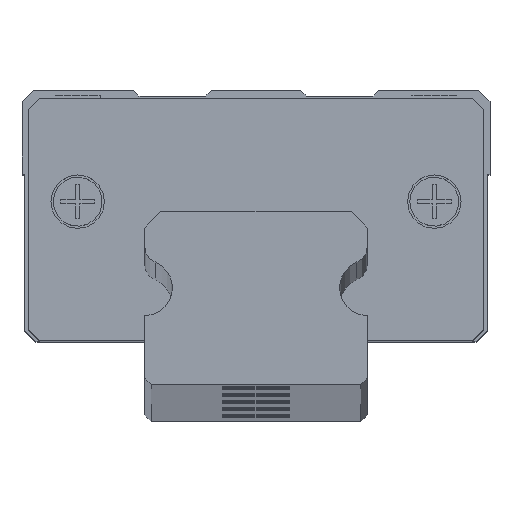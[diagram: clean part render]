
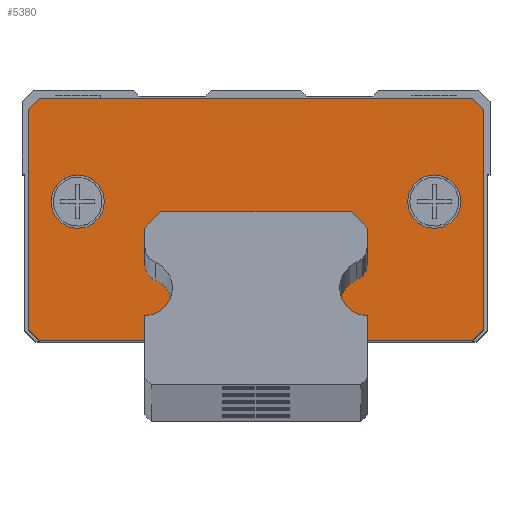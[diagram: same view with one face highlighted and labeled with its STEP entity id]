
A CAD part, top view. The second image highlights one B-rep face of the part: STEP entity #5380.
In plain terms, the highlighted face is planar.
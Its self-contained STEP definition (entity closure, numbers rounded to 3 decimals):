
#193=LINE('',#7602,#493);
#197=LINE('',#7610,#497);
#202=LINE('',#7628,#502);
#205=LINE('',#7634,#505);
#208=LINE('',#7640,#508);
#211=LINE('',#7646,#511);
#214=LINE('',#7652,#514);
#219=LINE('',#7670,#519);
#222=LINE('',#7676,#522);
#284=LINE('',#7809,#584);
#286=LINE('',#7813,#586);
#287=LINE('',#7815,#587);
#289=LINE('',#7819,#589);
#291=LINE('',#7823,#591);
#293=LINE('',#7827,#593);
#295=LINE('',#7831,#595);
#493=VECTOR('',#6217,1000.);
#497=VECTOR('',#6223,1000.);
#502=VECTOR('',#6242,1000.);
#505=VECTOR('',#6247,1000.);
#508=VECTOR('',#6252,1000.);
#511=VECTOR('',#6257,1000.);
#514=VECTOR('',#6262,1000.);
#519=VECTOR('',#6281,1000.);
#522=VECTOR('',#6286,1000.);
#584=VECTOR('',#6412,1000.);
#586=VECTOR('',#6416,1000.);
#587=VECTOR('',#6419,1000.);
#589=VECTOR('',#6423,1000.);
#591=VECTOR('',#6427,1000.);
#593=VECTOR('',#6431,1000.);
#595=VECTOR('',#6435,1000.);
#785=PLANE('',#5692);
#1238=ORIENTED_EDGE('',*,*,#2219,.T.);
#1239=ORIENTED_EDGE('',*,*,#2220,.T.);
#1240=ORIENTED_EDGE('',*,*,#2207,.F.);
#1241=ORIENTED_EDGE('',*,*,#2218,.F.);
#1242=ORIENTED_EDGE('',*,*,#2216,.F.);
#1243=ORIENTED_EDGE('',*,*,#2214,.F.);
#1244=ORIENTED_EDGE('',*,*,#2212,.F.);
#1245=ORIENTED_EDGE('',*,*,#2210,.F.);
#1246=ORIENTED_EDGE('',*,*,#2138,.F.);
#1247=ORIENTED_EDGE('',*,*,#2135,.F.);
#1248=ORIENTED_EDGE('',*,*,#2132,.F.);
#1249=ORIENTED_EDGE('',*,*,#2129,.T.);
#1250=ORIENTED_EDGE('',*,*,#2126,.F.);
#1251=ORIENTED_EDGE('',*,*,#2123,.F.);
#1252=ORIENTED_EDGE('',*,*,#2120,.F.);
#1253=ORIENTED_EDGE('',*,*,#2117,.F.);
#1254=ORIENTED_EDGE('',*,*,#2114,.F.);
#1255=ORIENTED_EDGE('',*,*,#2111,.T.);
#1256=ORIENTED_EDGE('',*,*,#2108,.F.);
#1257=ORIENTED_EDGE('',*,*,#2105,.F.);
#1258=ORIENTED_EDGE('',*,*,#2101,.F.);
#1259=ORIENTED_EDGE('',*,*,#2209,.F.);
#2101=EDGE_CURVE('',#2651,#2652,#193,.T.);
#2105=EDGE_CURVE('',#2652,#2655,#197,.T.);
#2108=EDGE_CURVE('',#2655,#2657,#3020,.T.);
#2111=EDGE_CURVE('',#2659,#2657,#3022,.T.);
#2114=EDGE_CURVE('',#2659,#2661,#202,.T.);
#2117=EDGE_CURVE('',#2661,#2663,#205,.T.);
#2120=EDGE_CURVE('',#2663,#2665,#208,.T.);
#2123=EDGE_CURVE('',#2665,#2667,#211,.T.);
#2126=EDGE_CURVE('',#2667,#2669,#214,.T.);
#2129=EDGE_CURVE('',#2671,#2669,#3024,.T.);
#2132=EDGE_CURVE('',#2671,#2673,#3026,.T.);
#2135=EDGE_CURVE('',#2673,#2675,#219,.T.);
#2138=EDGE_CURVE('',#2675,#2677,#222,.T.);
#2207=EDGE_CURVE('',#2715,#2716,#284,.T.);
#2209=EDGE_CURVE('',#2716,#2651,#286,.T.);
#2210=EDGE_CURVE('',#2677,#2717,#287,.T.);
#2212=EDGE_CURVE('',#2717,#2718,#289,.T.);
#2214=EDGE_CURVE('',#2718,#2719,#291,.T.);
#2216=EDGE_CURVE('',#2719,#2720,#293,.T.);
#2218=EDGE_CURVE('',#2720,#2715,#295,.T.);
#2219=EDGE_CURVE('',#2721,#2721,#3035,.T.);
#2220=EDGE_CURVE('',#2722,#2722,#3036,.T.);
#2651=VERTEX_POINT('',#7601);
#2652=VERTEX_POINT('',#7603);
#2655=VERTEX_POINT('',#7611);
#2657=VERTEX_POINT('',#7617);
#2659=VERTEX_POINT('',#7623);
#2661=VERTEX_POINT('',#7629);
#2663=VERTEX_POINT('',#7635);
#2665=VERTEX_POINT('',#7641);
#2667=VERTEX_POINT('',#7647);
#2669=VERTEX_POINT('',#7653);
#2671=VERTEX_POINT('',#7659);
#2673=VERTEX_POINT('',#7665);
#2675=VERTEX_POINT('',#7671);
#2677=VERTEX_POINT('',#7677);
#2715=VERTEX_POINT('',#7808);
#2716=VERTEX_POINT('',#7810);
#2717=VERTEX_POINT('',#7816);
#2718=VERTEX_POINT('',#7820);
#2719=VERTEX_POINT('',#7824);
#2720=VERTEX_POINT('',#7828);
#2721=VERTEX_POINT('',#7834);
#2722=VERTEX_POINT('',#7836);
#3020=CIRCLE('',#5636,2.5);
#3022=CIRCLE('',#5639,1.5);
#3024=CIRCLE('',#5647,1.5);
#3026=CIRCLE('',#5650,2.5);
#3035=CIRCLE('',#5693,2.4);
#3036=CIRCLE('',#5694,2.4);
#3295=EDGE_LOOP('',(#1238));
#3296=EDGE_LOOP('',(#1239));
#3297=EDGE_LOOP('',(#1240,#1241,#1242,#1243,#1244,#1245,#1246,#1247,#1248,
#1249,#1250,#1251,#1252,#1253,#1254,#1255,#1256,#1257,#1258,#1259));
#3766=FACE_BOUND('',#3295,.T.);
#3767=FACE_BOUND('',#3296,.T.);
#3768=FACE_BOUND('',#3297,.T.);
#5380=ADVANCED_FACE('',(#3766,#3767,#3768),#785,.F.);
#5636=AXIS2_PLACEMENT_3D('',#7616,#6228,#6229);
#5639=AXIS2_PLACEMENT_3D('',#7622,#6235,#6236);
#5647=AXIS2_PLACEMENT_3D('',#7658,#6267,#6268);
#5650=AXIS2_PLACEMENT_3D('',#7664,#6274,#6275);
#5692=AXIS2_PLACEMENT_3D('',#7832,#6436,#6437);
#5693=AXIS2_PLACEMENT_3D('',#7833,#6438,#6439);
#5694=AXIS2_PLACEMENT_3D('',#7835,#6440,#6441);
#6217=DIRECTION('',(1.,0.,0.));
#6223=DIRECTION('',(0.,1.,0.));
#6228=DIRECTION('',(0.,0.,1.));
#6229=DIRECTION('',(1.,0.,0.));
#6235=DIRECTION('',(0.,0.,1.));
#6236=DIRECTION('',(1.,0.,0.));
#6242=DIRECTION('',(0.,1.,0.));
#6247=DIRECTION('',(0.707,0.707,0.));
#6252=DIRECTION('',(1.,0.,0.));
#6257=DIRECTION('',(0.707,-0.707,0.));
#6262=DIRECTION('',(0.,-1.,0.));
#6267=DIRECTION('',(0.,0.,1.));
#6268=DIRECTION('',(1.,0.,0.));
#6274=DIRECTION('',(0.,0.,1.));
#6275=DIRECTION('',(1.,0.,0.));
#6281=DIRECTION('',(0.,-1.,0.));
#6286=DIRECTION('',(1.,0.,0.));
#6412=DIRECTION('',(0.,-1.,0.));
#6416=DIRECTION('',(0.707,-0.707,0.));
#6419=DIRECTION('',(0.707,0.707,0.));
#6423=DIRECTION('',(0.,1.,0.));
#6427=DIRECTION('',(-0.707,0.707,0.));
#6431=DIRECTION('',(-1.,0.,0.));
#6435=DIRECTION('',(-0.707,-0.707,0.));
#6436=DIRECTION('',(0.,0.,1.));
#6437=DIRECTION('',(1.,0.,0.));
#6438=DIRECTION('',(0.,0.,1.));
#6439=DIRECTION('',(1.,0.,0.));
#6440=DIRECTION('',(0.,0.,1.));
#6441=DIRECTION('',(1.,0.,0.));
#7601=CARTESIAN_POINT('',(-19.453,0.,-38.3));
#7602=CARTESIAN_POINT('',(-19.453,0.,-38.3));
#7603=CARTESIAN_POINT('',(-10.,0.,-38.3));
#7610=CARTESIAN_POINT('',(-10.,0.,-38.3));
#7611=CARTESIAN_POINT('',(-10.,0.68,-38.3));
#7616=CARTESIAN_POINT('',(-10.,3.18,-38.3));
#7617=CARTESIAN_POINT('',(-9.063,5.498,-38.3));
#7622=CARTESIAN_POINT('',(-8.5,6.888,-38.3));
#7623=CARTESIAN_POINT('',(-10.,6.888,-38.3));
#7628=CARTESIAN_POINT('',(-10.,6.888,-38.3));
#7629=CARTESIAN_POINT('',(-10.,8.543,-38.3));
#7634=CARTESIAN_POINT('',(-10.,8.543,-38.3));
#7635=CARTESIAN_POINT('',(-8.543,10.,-38.3));
#7640=CARTESIAN_POINT('',(-8.543,10.,-38.3));
#7641=CARTESIAN_POINT('',(8.543,10.,-38.3));
#7646=CARTESIAN_POINT('',(8.543,10.,-38.3));
#7647=CARTESIAN_POINT('',(10.,8.543,-38.3));
#7652=CARTESIAN_POINT('',(10.,8.543,-38.3));
#7653=CARTESIAN_POINT('',(10.,6.888,-38.3));
#7658=CARTESIAN_POINT('',(8.5,6.888,-38.3));
#7659=CARTESIAN_POINT('',(9.063,5.498,-38.3));
#7664=CARTESIAN_POINT('',(10.,3.18,-38.3));
#7665=CARTESIAN_POINT('',(10.,0.68,-38.3));
#7670=CARTESIAN_POINT('',(10.,0.68,-38.3));
#7671=CARTESIAN_POINT('',(10.,0.,-38.3));
#7676=CARTESIAN_POINT('',(10.,0.,-38.3));
#7677=CARTESIAN_POINT('',(19.453,0.,-38.3));
#7808=CARTESIAN_POINT('',(-20.45,20.81,-38.3));
#7809=CARTESIAN_POINT('',(-20.45,20.81,-38.3));
#7810=CARTESIAN_POINT('',(-20.45,0.997,-38.3));
#7813=CARTESIAN_POINT('',(-20.45,0.997,-38.3));
#7815=CARTESIAN_POINT('',(19.453,0.,-38.3));
#7816=CARTESIAN_POINT('',(20.45,0.997,-38.3));
#7819=CARTESIAN_POINT('',(20.45,0.997,-38.3));
#7820=CARTESIAN_POINT('',(20.45,20.81,-38.3));
#7823=CARTESIAN_POINT('',(20.45,20.81,-38.3));
#7824=CARTESIAN_POINT('',(19.46,21.8,-38.3));
#7827=CARTESIAN_POINT('',(19.46,21.8,-38.3));
#7828=CARTESIAN_POINT('',(-19.46,21.8,-38.3));
#7831=CARTESIAN_POINT('',(-19.46,21.8,-38.3));
#7832=CARTESIAN_POINT('',(-10.,3.18,-38.3));
#7833=CARTESIAN_POINT('',(16.,12.5,-38.3));
#7834=CARTESIAN_POINT('',(18.4,12.5,-38.3));
#7835=CARTESIAN_POINT('',(-16.,12.5,-38.3));
#7836=CARTESIAN_POINT('',(-13.6,12.5,-38.3));
